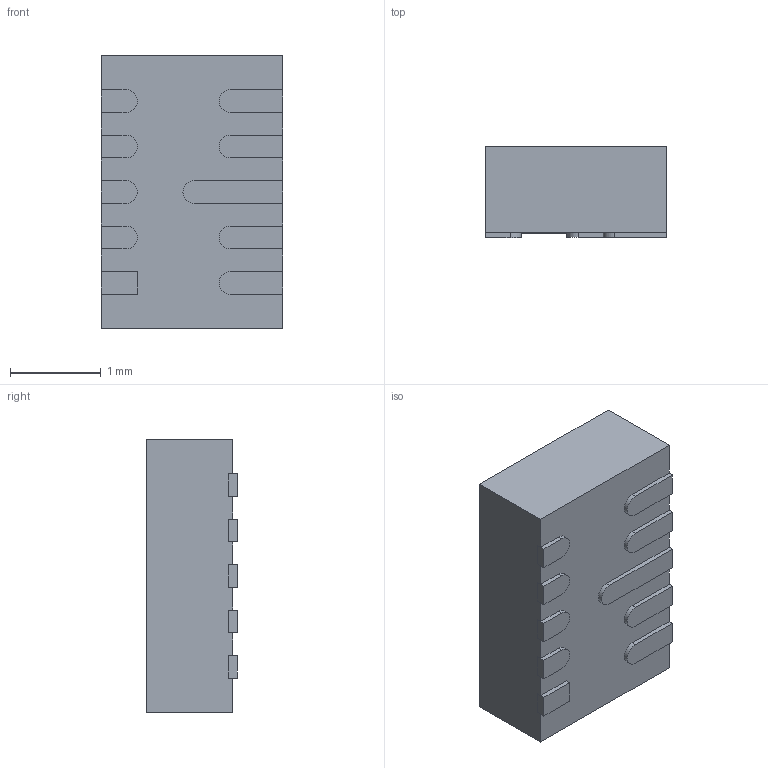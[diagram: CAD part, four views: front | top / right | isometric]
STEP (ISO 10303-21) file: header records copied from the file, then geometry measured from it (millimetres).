
FILE_DESCRIPTION (( 'STEP AP214' ), '1' );
FILE_NAME ('TPS63802DLAR.STEP', '2023-12-26T20:04:47', ( '' ), ( '' ), 'SwSTEP 2.0', 'SolidWorks 2021', '' );
FILE_SCHEMA (( 'AUTOMOTIVE_DESIGN' ));
Length unit declared in the file: millimetre
Products named in the file (1): TPS63802DLAR
Bounding box: 2 x 1 x 3 mm (x, y, z)
Volume: 5.8 mm3; surface area: 26.6 mm2
Topology: 12 solids, 12 shells, 113 faces, 264 edges, 176 vertices
Faces by surface type: plane 91, cylinder 22
Entity records: 3335 total; most frequent: CARTESIAN_POINT 554, DIRECTION 536, ORIENTED_EDGE 528, EDGE_CURVE 264, VECTOR 220, LINE 220, VERTEX_POINT 176, AXIS2_PLACEMENT_3D 158
